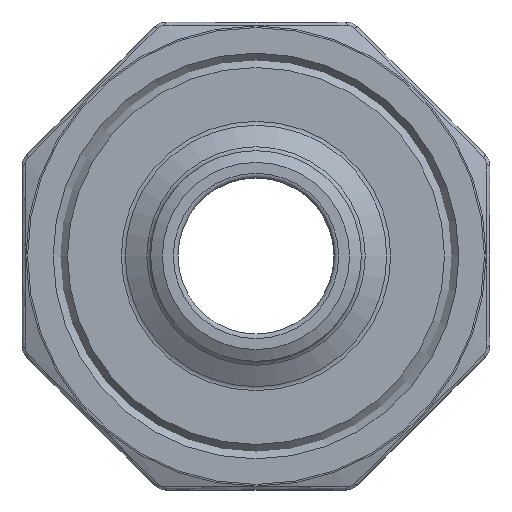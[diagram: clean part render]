
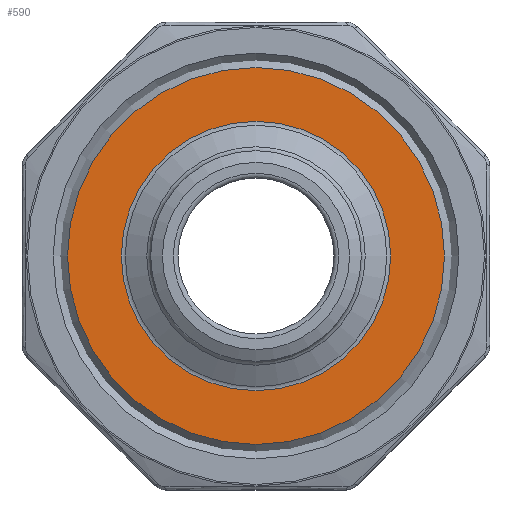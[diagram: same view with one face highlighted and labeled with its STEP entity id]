
A CAD part, left-side view. The second image highlights one B-rep face of the part: STEP entity #590.
In plain terms, the highlighted planar face has unit normal (-1, 0, 0).
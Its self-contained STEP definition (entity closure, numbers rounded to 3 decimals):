
#285 = FACE_BOUND ( 'NONE', #12912, .T. ) ;
#509 = DIRECTION ( 'NONE',  ( 1., 0., 0. ) ) ;
#590 = ADVANCED_FACE ( 'NONE', ( #285, #9285 ), #14574, .T. ) ;
#3050 = VERTEX_POINT ( 'NONE', #8310 ) ;
#3512 = DIRECTION ( 'NONE',  ( -1., 0., 0. ) ) ;
#4433 = DIRECTION ( 'NONE',  ( 0., 1., 0. ) ) ;
#5274 = AXIS2_PLACEMENT_3D ( 'NONE', #5723, #509, #4433 ) ;
#5622 = CIRCLE ( 'NONE', #10303, 8.634 ) ;
#5723 = CARTESIAN_POINT ( 'NONE',  ( -8., 0., 0. ) ) ;
#5905 = EDGE_CURVE ( 'NONE', #8048, #8048, #7748, .T. ) ;
#6039 = EDGE_LOOP ( 'NONE', ( #16739 ) ) ;
#7748 = CIRCLE ( 'NONE', #5274, 12.08 ) ;
#8048 = VERTEX_POINT ( 'NONE', #13403 ) ;
#8310 = CARTESIAN_POINT ( 'NONE',  ( -8., -8.634, 0. ) ) ;
#8445 = DIRECTION ( 'NONE',  ( 0., -1., 0. ) ) ;
#8641 = AXIS2_PLACEMENT_3D ( 'NONE', #15359, #3512, #8445 ) ;
#9285 = FACE_OUTER_BOUND ( 'NONE', #6039, .T. ) ;
#10303 = AXIS2_PLACEMENT_3D ( 'NONE', #13931, #16615, #11251 ) ;
#11251 = DIRECTION ( 'NONE',  ( 0., -1., 0. ) ) ;
#12912 = EDGE_LOOP ( 'NONE', ( #15163 ) ) ;
#13403 = CARTESIAN_POINT ( 'NONE',  ( -8., 12.08, 0. ) ) ;
#13931 = CARTESIAN_POINT ( 'NONE',  ( -8., 0., 0. ) ) ;
#14574 = PLANE ( 'NONE',  #8641 ) ;
#15163 = ORIENTED_EDGE ( 'NONE', *, *, #15681, .T. ) ;
#15359 = CARTESIAN_POINT ( 'NONE',  ( -8., 12.08, 0. ) ) ;
#15681 = EDGE_CURVE ( 'NONE', #3050, #3050, #5622, .T. ) ;
#16615 = DIRECTION ( 'NONE',  ( 1., 0., 0. ) ) ;
#16739 = ORIENTED_EDGE ( 'NONE', *, *, #5905, .F. ) ;
